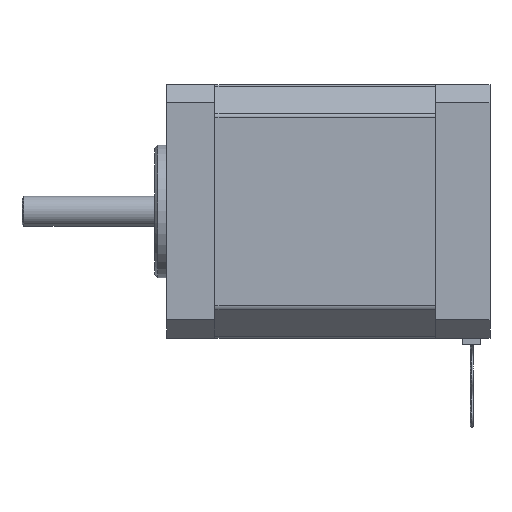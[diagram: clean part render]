
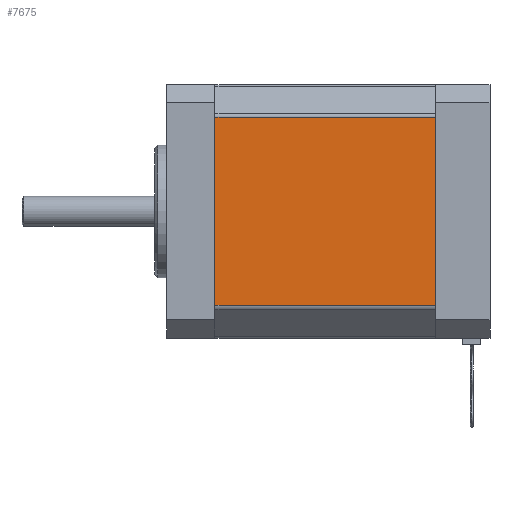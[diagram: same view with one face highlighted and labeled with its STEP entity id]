
A CAD part, front view. The second image highlights one B-rep face of the part: STEP entity #7675.
In plain terms, the highlighted planar face has unit normal (0, -1, 0).
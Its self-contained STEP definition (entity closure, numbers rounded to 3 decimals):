
#43 = DIRECTION ( 'NONE',  ( 1., 0., 0. ) ) ;
#280 = EDGE_LOOP ( 'NONE', ( #1615, #2240, #1684, #1537 ) ) ;
#343 = CARTESIAN_POINT ( 'NONE',  ( -9., -21., 21. ) ) ;
#651 = LINE ( 'NONE', #6931, #4440 ) ;
#686 = CARTESIAN_POINT ( 'NONE',  ( -9., -21., 21. ) ) ;
#942 = DIRECTION ( 'NONE',  ( -1., 0., 0. ) ) ;
#1243 = VECTOR ( 'NONE', #2509, 1000. ) ;
#1537 = ORIENTED_EDGE ( 'NONE', *, *, #7048, .T. ) ;
#1615 = ORIENTED_EDGE ( 'NONE', *, *, #7733, .F. ) ;
#1632 = DIRECTION ( 'NONE',  ( 0., 0., -1. ) ) ;
#1681 = CARTESIAN_POINT ( 'NONE',  ( -45.6, -21., 21. ) ) ;
#1684 = ORIENTED_EDGE ( 'NONE', *, *, #2428, .F. ) ;
#1711 = LINE ( 'NONE', #5960, #3456 ) ;
#1849 = VERTEX_POINT ( 'NONE', #5949 ) ;
#2004 = FACE_OUTER_BOUND ( 'NONE', #280, .T. ) ;
#2240 = ORIENTED_EDGE ( 'NONE', *, *, #6098, .T. ) ;
#2428 = EDGE_CURVE ( 'NONE', #1849, #6438, #7578, .T. ) ;
#2509 = DIRECTION ( 'NONE',  ( 0., 0., -1. ) ) ;
#2853 = DIRECTION ( 'NONE',  ( 0., 0., 1. ) ) ;
#2949 = VECTOR ( 'NONE', #2853, 1000. ) ;
#3456 = VECTOR ( 'NONE', #942, 1000. ) ;
#4350 = AXIS2_PLACEMENT_3D ( 'NONE', #343, #7772, #1632 ) ;
#4440 = VECTOR ( 'NONE', #43, 1000. ) ;
#4628 = VERTEX_POINT ( 'NONE', #7937 ) ;
#4641 = CARTESIAN_POINT ( 'NONE',  ( -9., -21., -15.586 ) ) ;
#5102 = PLANE ( 'NONE',  #4350 ) ;
#5651 = VERTEX_POINT ( 'NONE', #7288 ) ;
#5949 = CARTESIAN_POINT ( 'NONE',  ( -9., -21., 15.586 ) ) ;
#5960 = CARTESIAN_POINT ( 'NONE',  ( -9., -21., 15.586 ) ) ;
#6098 = EDGE_CURVE ( 'NONE', #4628, #6438, #651, .T. ) ;
#6438 = VERTEX_POINT ( 'NONE', #4641 ) ;
#6541 = LINE ( 'NONE', #1681, #2949 ) ;
#6931 = CARTESIAN_POINT ( 'NONE',  ( -9., -21., -15.586 ) ) ;
#7048 = EDGE_CURVE ( 'NONE', #1849, #5651, #1711, .T. ) ;
#7288 = CARTESIAN_POINT ( 'NONE',  ( -45.6, -21., 15.586 ) ) ;
#7578 = LINE ( 'NONE', #686, #1243 ) ;
#7675 = ADVANCED_FACE ( 'NONE', ( #2004 ), #5102, .T. ) ;
#7733 = EDGE_CURVE ( 'NONE', #4628, #5651, #6541, .T. ) ;
#7772 = DIRECTION ( 'NONE',  ( 0., -1., 0. ) ) ;
#7937 = CARTESIAN_POINT ( 'NONE',  ( -45.6, -21., -15.586 ) ) ;
